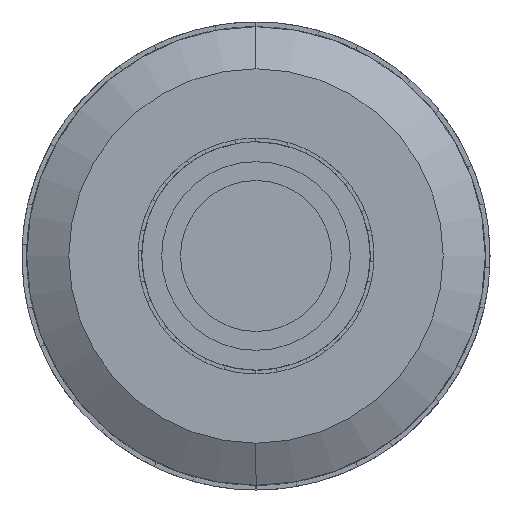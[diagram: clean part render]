
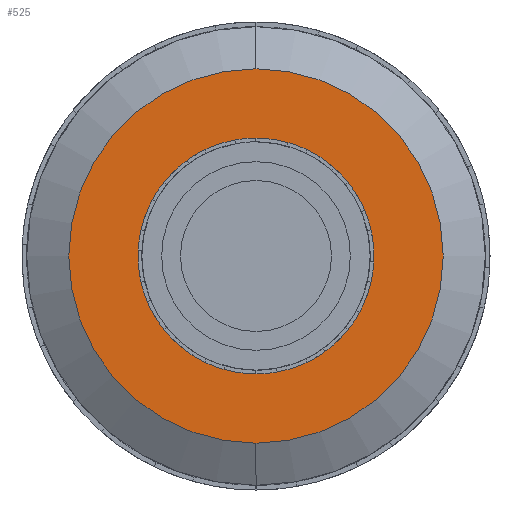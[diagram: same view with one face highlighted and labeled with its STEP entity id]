
A CAD part, left-side view. The second image highlights one B-rep face of the part: STEP entity #525.
In plain terms, the highlighted planar face has unit normal (-1, 0, 0).
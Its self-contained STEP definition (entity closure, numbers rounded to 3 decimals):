
#525=ADVANCED_FACE('',(#1285,#1286),#1287,.T.);
#1285=FACE_BOUND('',#2291,.T.);
#1286=FACE_OUTER_BOUND('',#2292,.T.);
#1287=PLANE('',#2293);
#2291=EDGE_LOOP('',(#4010,#4011));
#2292=EDGE_LOOP('',(#4012,#4013));
#2293=AXIS2_PLACEMENT_3D('',#4014,#4015,#4016);
#4010=ORIENTED_EDGE('',*,*,#6652,.F.);
#4011=ORIENTED_EDGE('',*,*,#6397,.F.);
#4012=ORIENTED_EDGE('',*,*,#6402,.T.);
#4013=ORIENTED_EDGE('',*,*,#6650,.T.);
#4014=CARTESIAN_POINT('',(-46.59,0.0,20.213));
#4015=DIRECTION('',(-1.0,0.0,0.0));
#4016=DIRECTION('',(0.0,-0.0,1.0));
#6397=EDGE_CURVE('',#7875,#7871,#7877,.T.);
#6402=EDGE_CURVE('',#7880,#7884,#7886,.T.);
#6650=EDGE_CURVE('',#7884,#7880,#8252,.T.);
#6652=EDGE_CURVE('',#7871,#7875,#8254,.T.);
#7871=VERTEX_POINT('',#9808);
#7875=VERTEX_POINT('',#9813);
#7877=CIRCLE('',#9816,15.625);
#7880=VERTEX_POINT('',#9819);
#7884=VERTEX_POINT('',#9824);
#7886=CIRCLE('',#9827,24.8);
#8252=CIRCLE('',#10311,24.8);
#8254=CIRCLE('',#10313,15.625);
#9808=CARTESIAN_POINT('',(-46.59,0.0,15.625));
#9813=CARTESIAN_POINT('',(-46.59,0.,-15.625));
#9816=AXIS2_PLACEMENT_3D('',#12031,#12032,#12033);
#9819=CARTESIAN_POINT('',(-46.59,0.0,24.8));
#9824=CARTESIAN_POINT('',(-46.59,0.,-24.8));
#9827=AXIS2_PLACEMENT_3D('',#12039,#12040,#12041);
#10311=AXIS2_PLACEMENT_3D('',#12352,#12353,#12354);
#10313=AXIS2_PLACEMENT_3D('',#12355,#12356,#12357);
#12031=CARTESIAN_POINT('',(-46.59,0.0,0.0));
#12032=DIRECTION('',(-1.0,0.0,0.0));
#12033=DIRECTION('',(0.0,-0.0,1.0));
#12039=CARTESIAN_POINT('',(-46.59,0.0,0.0));
#12040=DIRECTION('',(-1.0,0.0,0.0));
#12041=DIRECTION('',(0.0,-0.0,1.0));
#12352=CARTESIAN_POINT('',(-46.59,0.0,0.0));
#12353=DIRECTION('',(-1.0,0.0,0.0));
#12354=DIRECTION('',(0.0,-0.0,1.0));
#12355=CARTESIAN_POINT('',(-46.59,0.0,0.0));
#12356=DIRECTION('',(-1.0,0.0,0.0));
#12357=DIRECTION('',(0.0,-0.0,1.0));
